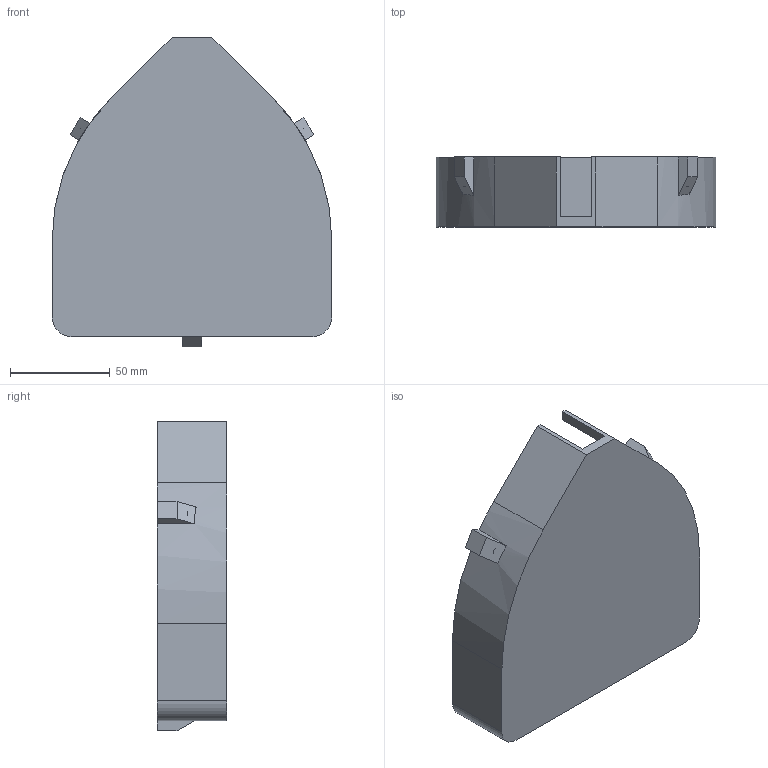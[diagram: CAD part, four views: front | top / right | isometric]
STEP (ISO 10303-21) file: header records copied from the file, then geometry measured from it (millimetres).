
FILE_DESCRIPTION(/* description */ (''),/* implementation_level */ '2;1');
FILE_NAME(/* name */ 'test_chamber v8.step',/* time_stamp */ '2023-07-11T03:31:20+02:00',/* author */ (''),/* organization */ (''),/* preprocessor_version */ 'ST-DEVELOPER v19.2',/* originating_system */ 'Autodesk Translation Framework v12.6.0.85',/* authorisation */ '');
FILE_SCHEMA (('AUTOMOTIVE_DESIGN { 1 0 10303 214 3 1 1 }'));
Length unit declared in the file: centimetre
Products named in the file (1): test_chamber
Bounding box: 140 x 35 x 155 mm (x, y, z)
Volume: 156357.1 mm3; surface area: 65339.8 mm2
Topology: 1 solids, 1 shells, 42 faces, 111 edges, 74 vertices
Faces by surface type: plane 31, cylinder 11
Full cylindrical faces by diameter (mm): 4 x3
Entity records: 1334 total; most frequent: CARTESIAN_POINT 228, DIRECTION 223, ORIENTED_EDGE 222, EDGE_CURVE 111, LINE 85, VECTOR 85, VERTEX_POINT 74, AXIS2_PLACEMENT_3D 69
